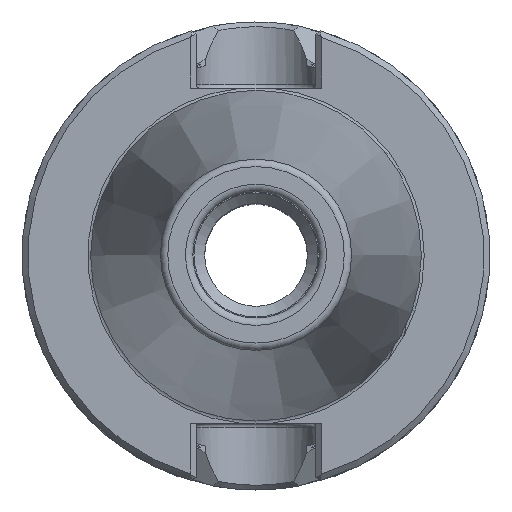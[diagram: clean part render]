
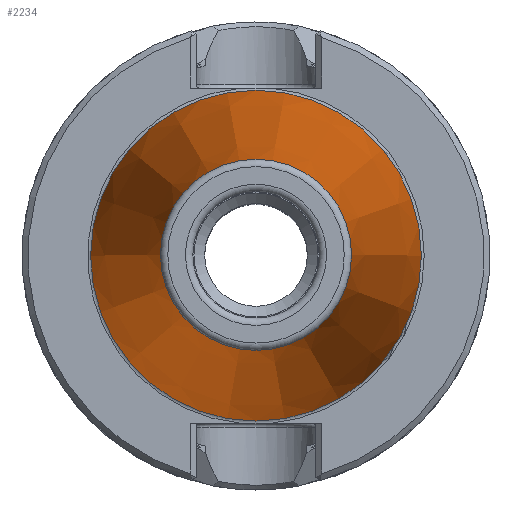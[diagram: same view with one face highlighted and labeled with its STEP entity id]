
A CAD part, top view. The second image highlights one B-rep face of the part: STEP entity #2234.
In plain terms, the highlighted conical face has half-angle 8.297 degrees and reference radius 12.871 mm.
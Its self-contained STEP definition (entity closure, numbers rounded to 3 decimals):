
#251=CONICAL_SURFACE('',#2444,12.871,0.145);
#597=ORIENTED_EDGE('',*,*,#774,.F.);
#598=ORIENTED_EDGE('',*,*,#866,.T.);
#774=EDGE_CURVE('',#971,#971,#1075,.T.);
#866=EDGE_CURVE('',#1019,#1019,#1110,.T.);
#971=VERTEX_POINT('',#3264);
#1019=VERTEX_POINT('',#3522);
#1075=CIRCLE('',#2361,12.871);
#1110=CIRCLE('',#2445,22.268);
#1240=EDGE_LOOP('',(#597));
#1241=EDGE_LOOP('',(#598));
#1388=FACE_BOUND('',#1240,.T.);
#1389=FACE_BOUND('',#1241,.T.);
#2234=ADVANCED_FACE('',(#1388,#1389),#251,.T.);
#2361=AXIS2_PLACEMENT_3D('',#3263,#2699,#2700);
#2444=AXIS2_PLACEMENT_3D('',#3520,#2899,#2900);
#2445=AXIS2_PLACEMENT_3D('',#3521,#2901,#2902);
#2699=DIRECTION('',(0.,0.,1.));
#2700=DIRECTION('',(1.,0.,0.));
#2899=DIRECTION('',(0.,0.,-1.));
#2900=DIRECTION('',(-1.,0.,0.));
#2901=DIRECTION('',(0.,0.,1.));
#2902=DIRECTION('',(1.,0.,0.));
#3263=CARTESIAN_POINT('',(0.,0.,64.544));
#3264=CARTESIAN_POINT('',(12.871,0.,64.544));
#3520=CARTESIAN_POINT('',(0.,0.,64.544));
#3521=CARTESIAN_POINT('',(0.,0.,0.106));
#3522=CARTESIAN_POINT('',(22.268,0.,0.106));
